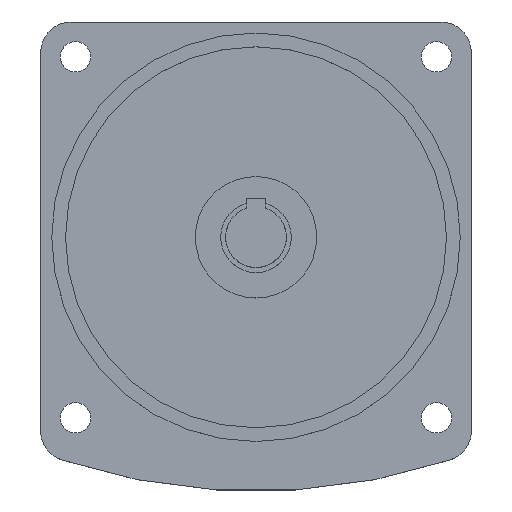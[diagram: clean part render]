
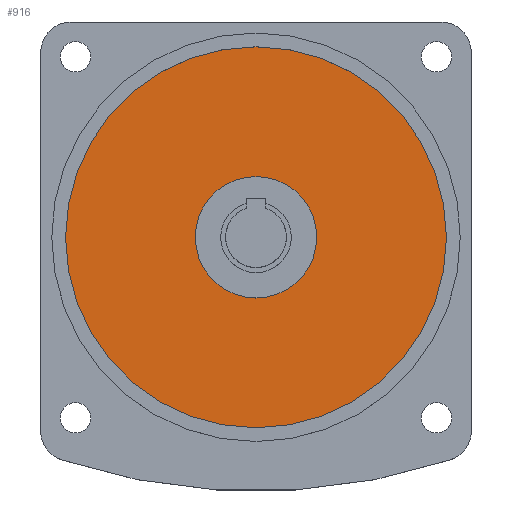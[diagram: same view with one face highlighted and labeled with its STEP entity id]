
A CAD part, top view. The second image highlights one B-rep face of the part: STEP entity #916.
In plain terms, the highlighted planar face has unit normal (0, 0, 1).
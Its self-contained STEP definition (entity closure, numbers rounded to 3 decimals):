
#55 = EDGE_CURVE ( 'NONE', #2010, #2514, #3463, .T. ) ;
#93 = ORIENTED_EDGE ( 'NONE', *, *, #55, .F. ) ;
#488 = VERTEX_POINT ( 'NONE', #543 ) ;
#489 = EDGE_LOOP ( 'NONE', ( #1104, #93 ) ) ;
#543 = CARTESIAN_POINT ( 'NONE',  ( 69., 0., 0. ) ) ;
#692 = CARTESIAN_POINT ( 'NONE',  ( 0., 0., 0. ) ) ;
#737 = CIRCLE ( 'NONE', #2786, 69. ) ;
#916 = ADVANCED_FACE ( 'NONE', ( #3182, #926 ), #2030, .T. ) ;
#926 = FACE_BOUND ( 'NONE', #489, .T. ) ;
#958 = CARTESIAN_POINT ( 'NONE',  ( 0., 0., 0. ) ) ;
#960 = CIRCLE ( 'NONE', #3405, 22. ) ;
#1097 = ORIENTED_EDGE ( 'NONE', *, *, #2503, .F. ) ;
#1104 = ORIENTED_EDGE ( 'NONE', *, *, #2020, .F. ) ;
#1304 = DIRECTION ( 'NONE',  ( 0., 0., 1. ) ) ;
#1416 = EDGE_LOOP ( 'NONE', ( #2765, #1097 ) ) ;
#1431 = CARTESIAN_POINT ( 'NONE',  ( 0., 0., 0. ) ) ;
#1518 = VERTEX_POINT ( 'NONE', #2312 ) ;
#1545 = CIRCLE ( 'NONE', #3592, 69. ) ;
#1707 = DIRECTION ( 'NONE',  ( 1., 0., 0. ) ) ;
#2010 = VERTEX_POINT ( 'NONE', #4528 ) ;
#2020 = EDGE_CURVE ( 'NONE', #2514, #2010, #960, .T. ) ;
#2030 = PLANE ( 'NONE',  #3002 ) ;
#2046 = DIRECTION ( 'NONE',  ( 0., 0., 1. ) ) ;
#2312 = CARTESIAN_POINT ( 'NONE',  ( -69., 0., 0. ) ) ;
#2395 = DIRECTION ( 'NONE',  ( 0., 0., 1. ) ) ;
#2438 = CARTESIAN_POINT ( 'NONE',  ( 0., 132.286, 0. ) ) ;
#2452 = CARTESIAN_POINT ( 'NONE',  ( -22., 0., 0. ) ) ;
#2503 = EDGE_CURVE ( 'NONE', #488, #1518, #737, .T. ) ;
#2514 = VERTEX_POINT ( 'NONE', #2452 ) ;
#2550 = EDGE_CURVE ( 'NONE', #1518, #488, #1545, .T. ) ;
#2752 = CARTESIAN_POINT ( 'NONE',  ( 0., 0., 0. ) ) ;
#2765 = ORIENTED_EDGE ( 'NONE', *, *, #2550, .F. ) ;
#2786 = AXIS2_PLACEMENT_3D ( 'NONE', #1431, #3883, #3192 ) ;
#3002 = AXIS2_PLACEMENT_3D ( 'NONE', #2438, #2046, #1707 ) ;
#3182 = FACE_OUTER_BOUND ( 'NONE', #1416, .T. ) ;
#3192 = DIRECTION ( 'NONE',  ( 1., 0., 0. ) ) ;
#3405 = AXIS2_PLACEMENT_3D ( 'NONE', #958, #1304, #3797 ) ;
#3463 = CIRCLE ( 'NONE', #4353, 22. ) ;
#3592 = AXIS2_PLACEMENT_3D ( 'NONE', #692, #4245, #3899 ) ;
#3797 = DIRECTION ( 'NONE',  ( 1., 0., 0. ) ) ;
#3883 = DIRECTION ( 'NONE',  ( 0., 0., -1. ) ) ;
#3899 = DIRECTION ( 'NONE',  ( 1., 0., 0. ) ) ;
#4189 = DIRECTION ( 'NONE',  ( 1., 0., 0. ) ) ;
#4245 = DIRECTION ( 'NONE',  ( 0., 0., -1. ) ) ;
#4353 = AXIS2_PLACEMENT_3D ( 'NONE', #2752, #2395, #4189 ) ;
#4528 = CARTESIAN_POINT ( 'NONE',  ( 22., 0., 0. ) ) ;
